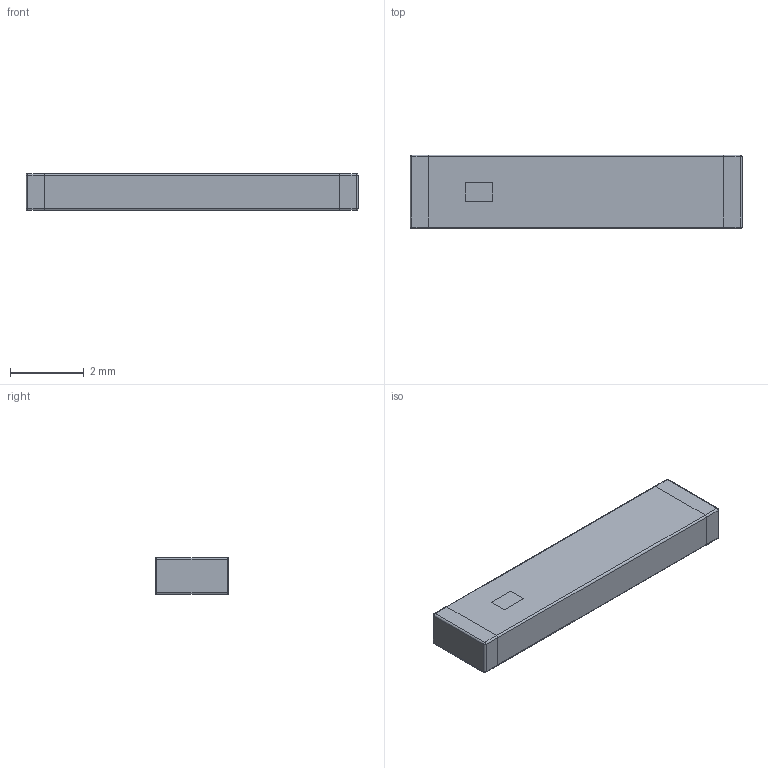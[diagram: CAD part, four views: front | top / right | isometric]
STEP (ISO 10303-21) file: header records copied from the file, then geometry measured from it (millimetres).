
FILE_DESCRIPTION(('STEP AP214'),'1');
FILE_NAME('AE_Wurth_WE-MCA_74889102450.step','2025-03-31T09:41:46',(' '),('ANSOFT Corporation'),'Spatial InterOp 3D',' ',' ');
FILE_SCHEMA(('AUTOMOTIVE_DESIGN { 1 0 10303 214 1 1 1 1 }'));
Length unit declared in the file: millimetre
Products named in the file (1): marking
Bounding box: 9 x 2 x 1 mm (x, y, z)
Volume: 17.3 mm3; surface area: 96.1 mm2
Topology: 4 solids, 4 shells, 156 faces, 397 edges, 246 vertices
Faces by surface type: plane 113, cylinder 35, sphere 8
Full cylindrical faces by diameter (mm): 0.2 x15
Entity records: 7485 total; most frequent: DIRECTION 778, CARTESIAN_POINT 750, ORIENTED_EDGE 718, STYLED_ITEM 519, PRESENTATION_STYLE_ASSIGNMENT 519, COLOUR_RGB 519, EDGE_CURVE 359, CURVE_STYLE 359
